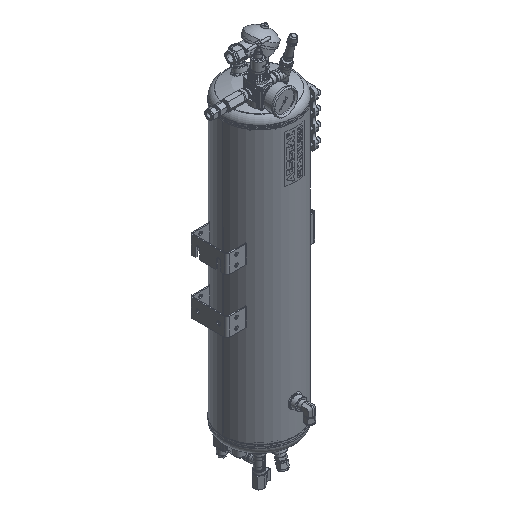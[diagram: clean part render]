
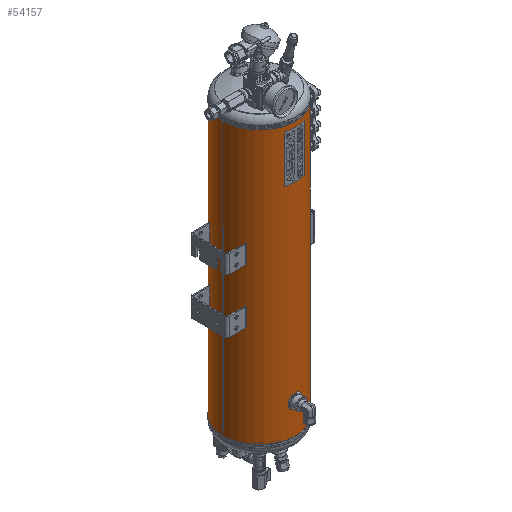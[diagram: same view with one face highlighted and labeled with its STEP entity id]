
A CAD part, isometric view. The second image highlights one B-rep face of the part: STEP entity #54157.
In plain terms, the highlighted cylindrical face has radius 100 mm (diameter 200 mm), a partial arc.
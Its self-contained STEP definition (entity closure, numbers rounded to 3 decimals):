
#3318=B_SPLINE_CURVE_WITH_KNOTS('',3,(#84194,#84195,#84196,#84197,#84198,
#84199,#84200,#84201,#84202,#84203,#84204),.UNSPECIFIED.,.T.,.F.,(1,1,1,
1,1,1,1,1,1,1,1,1,1,1,1),(-0.012,-0.008,-0.004,
0.,0.004,0.008,0.012,0.016,
0.02,0.023,0.027,0.031,
0.035,0.039,0.043),.UNSPECIFIED.);
#3319=B_SPLINE_CURVE_WITH_KNOTS('',3,(#84206,#84207,#84208,#84209,#84210,
#84211,#84212,#84213,#84214,#84215,#84216),.UNSPECIFIED.,.T.,.F.,(1,1,1,
1,1,1,1,1,1,1,1,1,1,1,1),(-0.012,-0.008,-0.004,
0.,0.004,0.008,0.012,0.016,
0.02,0.023,0.027,0.031,
0.035,0.039,0.043),.UNSPECIFIED.);
#3320=B_SPLINE_CURVE_WITH_KNOTS('',3,(#84218,#84219,#84220,#84221,#84222,
#84223,#84224,#84225,#84226,#84227,#84228,#84229,#84230,#84231,#84232,#84233,
#84234,#84235,#84236),.UNSPECIFIED.,.T.,.F.,(1,1,1,1,1,1,1,1,1,1,1,1,1,
1,1,1,1,1,1,1,1,1,1),(-0.018,-0.012,-0.006,
0.,0.006,0.012,0.018,
0.023,0.029,0.035,0.041,
0.047,0.053,0.059,0.065,
0.07,0.076,0.082,0.088,
0.094,0.1,0.106,0.112),
 .UNSPECIFIED.);
#5632=LINE('',#84238,#9162);
#5633=LINE('',#84243,#9163);
#9162=VECTOR('',#69569,1000.);
#9163=VECTOR('',#69572,1000.);
#12697=ORIENTED_EDGE('',*,*,#28947,.T.);
#12698=ORIENTED_EDGE('',*,*,#28948,.T.);
#12699=ORIENTED_EDGE('',*,*,#28949,.T.);
#12700=ORIENTED_EDGE('',*,*,#28950,.T.);
#12701=ORIENTED_EDGE('',*,*,#28951,.T.);
#12702=ORIENTED_EDGE('',*,*,#28952,.F.);
#12703=ORIENTED_EDGE('',*,*,#28953,.F.);
#28947=EDGE_CURVE('',#37072,#37072,#3318,.T.);
#28948=EDGE_CURVE('',#37073,#37073,#3319,.T.);
#28949=EDGE_CURVE('',#37074,#37074,#3320,.T.);
#28950=EDGE_CURVE('',#37075,#37076,#5632,.T.);
#28951=EDGE_CURVE('',#37076,#37077,#42745,.T.);
#28952=EDGE_CURVE('',#37078,#37077,#5633,.T.);
#28953=EDGE_CURVE('',#37075,#37078,#42746,.T.);
#37072=VERTEX_POINT('',#84205);
#37073=VERTEX_POINT('',#84217);
#37074=VERTEX_POINT('',#84237);
#37075=VERTEX_POINT('',#84239);
#37076=VERTEX_POINT('',#84240);
#37077=VERTEX_POINT('',#84242);
#37078=VERTEX_POINT('',#84244);
#42745=CIRCLE('',#64036,100.);
#42746=CIRCLE('',#64037,100.);
#44655=EDGE_LOOP('',(#12697));
#44656=EDGE_LOOP('',(#12698));
#44657=EDGE_LOOP('',(#12699));
#44658=EDGE_LOOP('',(#12700,#12701,#12702,#12703));
#48981=FACE_BOUND('',#44655,.T.);
#48982=FACE_BOUND('',#44656,.T.);
#48983=FACE_BOUND('',#44657,.T.);
#48984=FACE_BOUND('',#44658,.T.);
#53305=CYLINDRICAL_SURFACE('',#64035,100.);
#54157=ADVANCED_FACE('',(#48981,#48982,#48983,#48984),#53305,.T.);
#64035=AXIS2_PLACEMENT_3D('',#84193,#69567,#69568);
#64036=AXIS2_PLACEMENT_3D('',#84241,#69570,#69571);
#64037=AXIS2_PLACEMENT_3D('',#84245,#69573,#69574);
#69567=DIRECTION('',(0.,-1.,0.));
#69568=DIRECTION('',(0.,0.,-1.));
#69569=DIRECTION('',(0.,-1.,0.));
#69570=DIRECTION('',(0.,1.,0.));
#69571=DIRECTION('',(1.,0.,0.));
#69572=DIRECTION('',(0.,-1.,0.));
#69573=DIRECTION('',(0.,1.,0.));
#69574=DIRECTION('',(1.,0.,0.));
#84193=CARTESIAN_POINT('',(0.,750.,0.));
#84194=CARTESIAN_POINT('',(-3.915,48.922,-99.938));
#84195=CARTESIAN_POINT('',(-5.542,44.999,-99.844));
#84196=CARTESIAN_POINT('',(-3.916,41.082,-99.938));
#84197=CARTESIAN_POINT('',(-0.004,39.46,-100.031));
#84198=CARTESIAN_POINT('',(3.917,41.079,-99.938));
#84199=CARTESIAN_POINT('',(5.54,44.999,-99.844));
#84200=CARTESIAN_POINT('',(3.922,48.913,-99.937));
#84201=CARTESIAN_POINT('',(0.006,50.541,-100.031));
#84202=CARTESIAN_POINT('',(-3.915,48.922,-99.938));
#84203=CARTESIAN_POINT('',(-5.542,44.999,-99.844));
#84204=CARTESIAN_POINT('',(-3.916,41.082,-99.938));
#84205=CARTESIAN_POINT('',(-5.,45.,-99.875));
#84206=CARTESIAN_POINT('',(-3.915,158.922,-99.938));
#84207=CARTESIAN_POINT('',(-5.542,154.999,-99.844));
#84208=CARTESIAN_POINT('',(-3.916,151.082,-99.938));
#84209=CARTESIAN_POINT('',(-0.004,149.46,-100.031));
#84210=CARTESIAN_POINT('',(3.917,151.079,-99.938));
#84211=CARTESIAN_POINT('',(5.54,154.999,-99.844));
#84212=CARTESIAN_POINT('',(3.922,158.913,-99.937));
#84213=CARTESIAN_POINT('',(0.006,160.541,-100.031));
#84214=CARTESIAN_POINT('',(-3.915,158.922,-99.938));
#84215=CARTESIAN_POINT('',(-5.542,154.999,-99.844));
#84216=CARTESIAN_POINT('',(-3.916,151.082,-99.938));
#84217=CARTESIAN_POINT('',(-5.,155.,-99.875));
#84218=CARTESIAN_POINT('',(-98.994,672.42,14.208));
#84219=CARTESIAN_POINT('',(-98.806,666.495,15.395));
#84220=CARTESIAN_POINT('',(-98.993,660.6,14.214));
#84221=CARTESIAN_POINT('',(-99.436,655.617,10.88));
#84222=CARTESIAN_POINT('',(-99.878,652.286,5.9));
#84223=CARTESIAN_POINT('',(-100.061,651.109,0.009));
#84224=CARTESIAN_POINT('',(-99.879,652.279,-5.887));
#84225=CARTESIAN_POINT('',(-99.437,655.615,-10.879));
#84226=CARTESIAN_POINT('',(-98.992,660.601,-14.215));
#84227=CARTESIAN_POINT('',(-98.807,666.494,-15.391));
#84228=CARTESIAN_POINT('',(-98.992,672.387,-14.219));
#84229=CARTESIAN_POINT('',(-99.435,677.371,-10.892));
#84230=CARTESIAN_POINT('',(-99.877,680.709,-5.914));
#84231=CARTESIAN_POINT('',(-100.061,681.893,-0.013));
#84232=CARTESIAN_POINT('',(-99.878,680.72,5.889));
#84233=CARTESIAN_POINT('',(-99.437,677.387,10.874));
#84234=CARTESIAN_POINT('',(-98.994,672.42,14.208));
#84235=CARTESIAN_POINT('',(-98.806,666.495,15.395));
#84236=CARTESIAN_POINT('',(-98.993,660.6,14.214));
#84237=CARTESIAN_POINT('',(-98.869,666.5,15.));
#84238=CARTESIAN_POINT('',(0.254,801.561,100.));
#84239=CARTESIAN_POINT('',(0.254,750.,100.));
#84240=CARTESIAN_POINT('',(0.254,0.,100.));
#84241=CARTESIAN_POINT('',(0.,0.,0.));
#84242=CARTESIAN_POINT('',(-0.254,0.,100.));
#84243=CARTESIAN_POINT('',(-0.254,801.561,100.));
#84244=CARTESIAN_POINT('',(-0.254,750.,100.));
#84245=CARTESIAN_POINT('',(0.,750.,0.));
